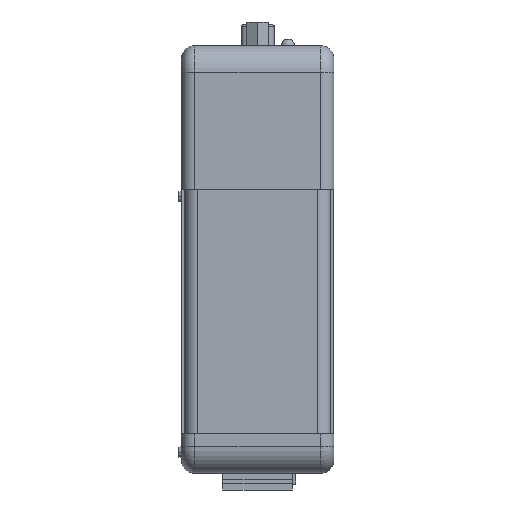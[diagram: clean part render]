
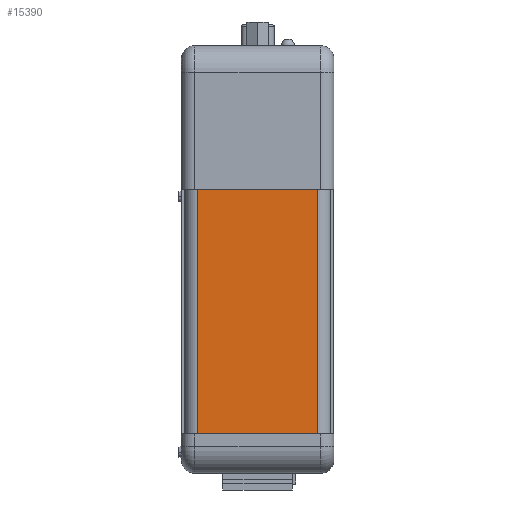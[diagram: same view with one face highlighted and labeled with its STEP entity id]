
A CAD part, front view. The second image highlights one B-rep face of the part: STEP entity #15390.
In plain terms, the highlighted planar face has unit normal (0, -1, 0).
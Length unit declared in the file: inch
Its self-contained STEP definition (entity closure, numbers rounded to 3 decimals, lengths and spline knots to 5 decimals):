
#1539 = VERTEX_POINT ( 'NONE', #9823 ) ;
#1873 = ORIENTED_EDGE ( 'NONE', *, *, #2420, .F. ) ;
#2420 = EDGE_CURVE ( 'NONE', #5454, #4951, #12685, .T. ) ;
#2627 = CARTESIAN_POINT ( 'NONE',  ( 0.5625, -2.9225, 0.655 ) ) ;
#2657 = DIRECTION ( 'NONE',  ( -1., 0., 0. ) ) ;
#3765 = LINE ( 'NONE', #19613, #15433 ) ;
#3870 = EDGE_CURVE ( 'NONE', #4951, #6487, #3765, .T. ) ;
#4136 = PLANE ( 'NONE',  #11179 ) ;
#4208 = DIRECTION ( 'NONE',  ( 0., 0., -1. ) ) ;
#4951 = VERTEX_POINT ( 'NONE', #11917 ) ;
#5454 = VERTEX_POINT ( 'NONE', #16243 ) ;
#6487 = VERTEX_POINT ( 'NONE', #10195 ) ;
#6919 = VECTOR ( 'NONE', #17516, 39.37008 ) ;
#7289 = CARTESIAN_POINT ( 'NONE',  ( 0.5625, -2.9225, 0.655 ) ) ;
#8610 = VECTOR ( 'NONE', #18745, 39.37008 ) ;
#9823 = CARTESIAN_POINT ( 'NONE',  ( -0.5625, -2.9225, 0.655 ) ) ;
#9967 = FACE_OUTER_BOUND ( 'NONE', #19288, .T. ) ;
#9986 = VECTOR ( 'NONE', #2657, 39.37008 ) ;
#10195 = CARTESIAN_POINT ( 'NONE',  ( -0.5625, -2.9225, -1.63 ) ) ;
#10231 = ORIENTED_EDGE ( 'NONE', *, *, #3870, .F. ) ;
#10447 = LINE ( 'NONE', #12099, #9986 ) ;
#10714 = DIRECTION ( 'NONE',  ( -1., 0., 0. ) ) ;
#11179 = AXIS2_PLACEMENT_3D ( 'NONE', #2627, #13387, #4208 ) ;
#11917 = CARTESIAN_POINT ( 'NONE',  ( 0.5625, -2.9225, -1.63 ) ) ;
#12099 = CARTESIAN_POINT ( 'NONE',  ( 0.5625, -2.9225, 0.655 ) ) ;
#12685 = LINE ( 'NONE', #7289, #8610 ) ;
#13387 = DIRECTION ( 'NONE',  ( 0., -1., 0. ) ) ;
#14975 = EDGE_CURVE ( 'NONE', #1539, #6487, #18869, .T. ) ;
#15390 = ADVANCED_FACE ( 'NONE', ( #9967 ), #4136, .T. ) ;
#15433 = VECTOR ( 'NONE', #10714, 39.37008 ) ;
#15964 = EDGE_CURVE ( 'NONE', #5454, #1539, #10447, .T. ) ;
#16039 = CARTESIAN_POINT ( 'NONE',  ( -0.5625, -2.9225, 0.655 ) ) ;
#16243 = CARTESIAN_POINT ( 'NONE',  ( 0.5625, -2.9225, 0.655 ) ) ;
#17516 = DIRECTION ( 'NONE',  ( 0., 0., -1. ) ) ;
#18042 = ORIENTED_EDGE ( 'NONE', *, *, #14975, .T. ) ;
#18745 = DIRECTION ( 'NONE',  ( 0., 0., -1. ) ) ;
#18869 = LINE ( 'NONE', #16039, #6919 ) ;
#18903 = ORIENTED_EDGE ( 'NONE', *, *, #15964, .T. ) ;
#19288 = EDGE_LOOP ( 'NONE', ( #10231, #1873, #18903, #18042 ) ) ;
#19613 = CARTESIAN_POINT ( 'NONE',  ( 0.5625, -2.9225, -1.63 ) ) ;
